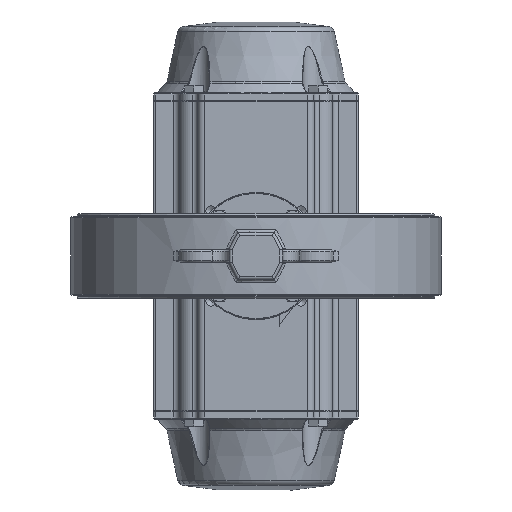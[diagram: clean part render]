
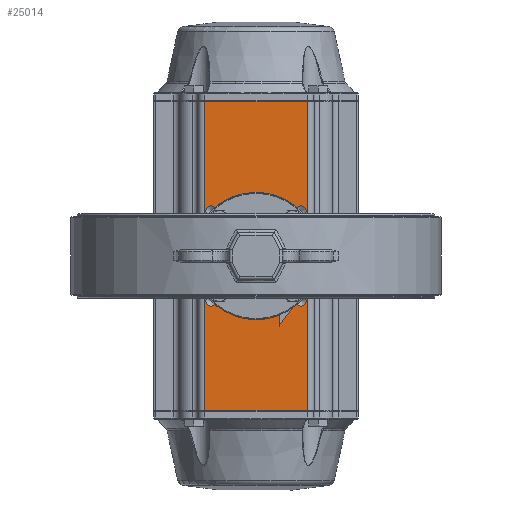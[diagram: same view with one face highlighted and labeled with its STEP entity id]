
A CAD part, front view. The second image highlights one B-rep face of the part: STEP entity #25014.
In plain terms, the highlighted planar face has unit normal (0, -1, 0).
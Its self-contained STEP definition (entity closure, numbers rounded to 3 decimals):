
#2110=CIRCLE('',#27350,34.);
#2112=CIRCLE('',#27353,5.1);
#2114=CIRCLE('',#27357,5.1);
#2116=CIRCLE('',#27361,5.1);
#2118=CIRCLE('',#27365,5.1);
#2120=CIRCLE('',#27369,4.25);
#2122=CIRCLE('',#27373,4.25);
#2124=CIRCLE('',#27377,4.25);
#2126=CIRCLE('',#27381,4.25);
#3702=LINE('',#50560,#5123);
#3936=LINE('',#60761,#5357);
#3937=LINE('',#60763,#5358);
#3938=LINE('',#60764,#5359);
#5123=VECTOR('',#32760,1000.);
#5357=VECTOR('',#34420,1000.);
#5358=VECTOR('',#34421,1000.);
#5359=VECTOR('',#34422,1000.);
#12174=ORIENTED_EDGE('',*,*,#16039,.F.);
#12175=ORIENTED_EDGE('',*,*,#16040,.T.);
#12176=ORIENTED_EDGE('',*,*,#15080,.T.);
#12177=ORIENTED_EDGE('',*,*,#16041,.T.);
#12178=ORIENTED_EDGE('',*,*,#15029,.T.);
#12179=ORIENTED_EDGE('',*,*,#15031,.F.);
#12180=ORIENTED_EDGE('',*,*,#15033,.F.);
#12181=ORIENTED_EDGE('',*,*,#15035,.F.);
#12182=ORIENTED_EDGE('',*,*,#15037,.F.);
#12183=ORIENTED_EDGE('',*,*,#15039,.F.);
#12184=ORIENTED_EDGE('',*,*,#15041,.F.);
#12185=ORIENTED_EDGE('',*,*,#15043,.F.);
#12186=ORIENTED_EDGE('',*,*,#15045,.F.);
#15029=EDGE_CURVE('',#17817,#17817,#2110,.T.);
#15031=EDGE_CURVE('',#17819,#17819,#2112,.T.);
#15033=EDGE_CURVE('',#17822,#17822,#2114,.T.);
#15035=EDGE_CURVE('',#17825,#17825,#2116,.T.);
#15037=EDGE_CURVE('',#17828,#17828,#2118,.T.);
#15039=EDGE_CURVE('',#17831,#17831,#2120,.T.);
#15041=EDGE_CURVE('',#17834,#17834,#2122,.T.);
#15043=EDGE_CURVE('',#17837,#17837,#2124,.T.);
#15045=EDGE_CURVE('',#17840,#17840,#2126,.T.);
#15080=EDGE_CURVE('',#17804,#17888,#3702,.T.);
#16039=EDGE_CURVE('',#18468,#17798,#3936,.T.);
#16040=EDGE_CURVE('',#18468,#17804,#3937,.T.);
#16041=EDGE_CURVE('',#17888,#17798,#3938,.T.);
#17798=VERTEX_POINT('',#50346);
#17804=VERTEX_POINT('',#50361);
#17817=VERTEX_POINT('',#50392);
#17819=VERTEX_POINT('',#50397);
#17822=VERTEX_POINT('',#50404);
#17825=VERTEX_POINT('',#50411);
#17828=VERTEX_POINT('',#50418);
#17831=VERTEX_POINT('',#50425);
#17834=VERTEX_POINT('',#50432);
#17837=VERTEX_POINT('',#50439);
#17840=VERTEX_POINT('',#50446);
#17888=VERTEX_POINT('',#50559);
#18468=VERTEX_POINT('',#60762);
#21058=EDGE_LOOP('',(#12174,#12175,#12176,#12177));
#21059=EDGE_LOOP('',(#12178));
#21060=EDGE_LOOP('',(#12179));
#21061=EDGE_LOOP('',(#12180));
#21062=EDGE_LOOP('',(#12181));
#21063=EDGE_LOOP('',(#12182));
#21064=EDGE_LOOP('',(#12183));
#21065=EDGE_LOOP('',(#12184));
#21066=EDGE_LOOP('',(#12185));
#21067=EDGE_LOOP('',(#12186));
#22951=FACE_BOUND('',#21058,.T.);
#22952=FACE_BOUND('',#21059,.T.);
#22953=FACE_BOUND('',#21060,.T.);
#22954=FACE_BOUND('',#21061,.T.);
#22955=FACE_BOUND('',#21062,.T.);
#22956=FACE_BOUND('',#21063,.T.);
#22957=FACE_BOUND('',#21064,.T.);
#22958=FACE_BOUND('',#21065,.T.);
#22959=FACE_BOUND('',#21066,.T.);
#22960=FACE_BOUND('',#21067,.T.);
#23526=PLANE('',#28156);
#25014=ADVANCED_FACE('',(#22951,#22952,#22953,#22954,#22955,#22956,#22957,
#22958,#22959,#22960),#23526,.F.);
#27350=AXIS2_PLACEMENT_3D('',#50391,#32569,#32570);
#27353=AXIS2_PLACEMENT_3D('',#50396,#32575,#32576);
#27357=AXIS2_PLACEMENT_3D('',#50403,#32583,#32584);
#27361=AXIS2_PLACEMENT_3D('',#50410,#32591,#32592);
#27365=AXIS2_PLACEMENT_3D('',#50417,#32599,#32600);
#27369=AXIS2_PLACEMENT_3D('',#50424,#32607,#32608);
#27373=AXIS2_PLACEMENT_3D('',#50431,#32615,#32616);
#27377=AXIS2_PLACEMENT_3D('',#50438,#32623,#32624);
#27381=AXIS2_PLACEMENT_3D('',#50445,#32631,#32632);
#28156=AXIS2_PLACEMENT_3D('',#60760,#34418,#34419);
#32569=DIRECTION('',(0.,1.,0.));
#32570=DIRECTION('',(-1.,0.,0.));
#32575=DIRECTION('',(0.,-1.,0.));
#32576=DIRECTION('',(0.,0.,-1.));
#32583=DIRECTION('',(0.,-1.,0.));
#32584=DIRECTION('',(0.,0.,-1.));
#32591=DIRECTION('',(0.,-1.,0.));
#32592=DIRECTION('',(0.,0.,-1.));
#32599=DIRECTION('',(0.,-1.,0.));
#32600=DIRECTION('',(0.,0.,-1.));
#32607=DIRECTION('',(0.,-1.,0.));
#32608=DIRECTION('',(0.,0.,-1.));
#32615=DIRECTION('',(0.,-1.,0.));
#32616=DIRECTION('',(0.,0.,-1.));
#32623=DIRECTION('',(0.,-1.,0.));
#32624=DIRECTION('',(0.,0.,-1.));
#32631=DIRECTION('',(0.,-1.,0.));
#32632=DIRECTION('',(0.,0.,-1.));
#32760=DIRECTION('',(0.,0.,-1.));
#34418=DIRECTION('',(0.,1.,0.));
#34419=DIRECTION('',(1.,0.,0.));
#34420=DIRECTION('',(0.,0.,-1.));
#34421=DIRECTION('',(-1.,0.,0.));
#34422=DIRECTION('',(1.,0.,0.));
#50346=CARTESIAN_POINT('',(50.5,-98.,-152.25));
#50361=CARTESIAN_POINT('',(-50.5,-98.,152.25));
#50391=CARTESIAN_POINT('',(0.,-98.,0.));
#50392=CARTESIAN_POINT('',(-34.,-98.,0.));
#50396=CARTESIAN_POINT('',(-44.194,-98.,44.194));
#50397=CARTESIAN_POINT('',(-44.194,-98.,39.094));
#50403=CARTESIAN_POINT('',(44.194,-98.,44.194));
#50404=CARTESIAN_POINT('',(44.194,-98.,39.094));
#50410=CARTESIAN_POINT('',(44.194,-98.,-44.194));
#50411=CARTESIAN_POINT('',(44.194,-98.,-49.294));
#50417=CARTESIAN_POINT('',(-44.194,-98.,-44.194));
#50418=CARTESIAN_POINT('',(-44.194,-98.,-49.294));
#50424=CARTESIAN_POINT('',(-36.06,-98.,36.06));
#50425=CARTESIAN_POINT('',(-36.06,-98.,31.81));
#50431=CARTESIAN_POINT('',(-36.06,-98.,-36.06));
#50432=CARTESIAN_POINT('',(-36.06,-98.,-40.31));
#50438=CARTESIAN_POINT('',(36.06,-98.,-36.06));
#50439=CARTESIAN_POINT('',(36.06,-98.,-40.31));
#50445=CARTESIAN_POINT('',(36.06,-98.,36.06));
#50446=CARTESIAN_POINT('',(36.06,-98.,31.81));
#50559=CARTESIAN_POINT('',(-50.5,-98.,-152.25));
#50560=CARTESIAN_POINT('',(-50.5,-98.,152.75));
#60760=CARTESIAN_POINT('',(0.,-98.,152.75));
#60761=CARTESIAN_POINT('',(50.5,-98.,152.75));
#60762=CARTESIAN_POINT('',(50.5,-98.,152.25));
#60763=CARTESIAN_POINT('',(-50.5,-98.,152.25));
#60764=CARTESIAN_POINT('',(0.,-98.,-152.25));
